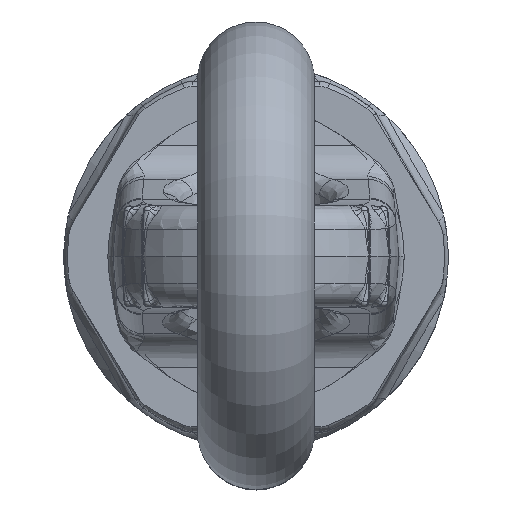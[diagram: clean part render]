
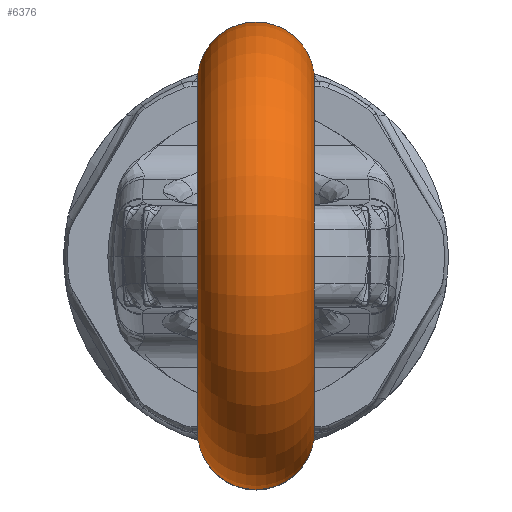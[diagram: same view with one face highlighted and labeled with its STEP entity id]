
A CAD part, top view. The second image highlights one B-rep face of the part: STEP entity #6376.
In plain terms, the highlighted toroidal (fillet/blend) face has major radius 67.5 mm and minor radius 22.5 mm.
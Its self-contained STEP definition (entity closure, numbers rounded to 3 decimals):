
#6261=CARTESIAN_POINT('Vertex',(22.5,67.5,95.249)) ;
#6268=CARTESIAN_POINT('Vertex',(-22.5,67.5,95.249)) ;
#6283=CARTESIAN_POINT('Axis2P3D Location',(0.,0.,95.249)) ;
#6288=CARTESIAN_POINT('Axis2P3D Location',(-22.5,0.,95.249)) ;
#6292=CARTESIAN_POINT('Vertex',(-22.5,-67.5,95.249)) ;
#6295=CARTESIAN_POINT('Axis2P3D Location',(22.5,0.,95.249)) ;
#6299=CARTESIAN_POINT('Vertex',(22.5,-67.5,95.249)) ;
#6353=CARTESIAN_POINT('Axis2P3D Location',(0.,67.5,95.249)) ;
#6365=CARTESIAN_POINT('Axis2P3D Location',(0.,-67.5,95.249)) ;
#6284=DIRECTION('Axis2P3D Direction',(1.,0.,0.)) ;
#6285=DIRECTION('Axis2P3D XDirection',(0.,1.,0.)) ;
#6289=DIRECTION('Axis2P3D Direction',(1.,0.,0.)) ;
#6296=DIRECTION('Axis2P3D Direction',(1.,0.,0.)) ;
#6354=DIRECTION('Axis2P3D Direction',(0.,0.,1.)) ;
#6366=DIRECTION('Axis2P3D Direction',(0.,0.,1.)) ;
#6286=AXIS2_PLACEMENT_3D('Torus Axis2P3D',#6283,#6284,#6285) ;
#6290=AXIS2_PLACEMENT_3D('Circle Axis2P3D',#6288,#6289,$) ;
#6297=AXIS2_PLACEMENT_3D('Circle Axis2P3D',#6295,#6296,$) ;
#6355=AXIS2_PLACEMENT_3D('Circle Axis2P3D',#6353,#6354,$) ;
#6367=AXIS2_PLACEMENT_3D('Circle Axis2P3D',#6365,#6366,$) ;
#6371=ORIENTED_EDGE('',*,*,#6301,.F.) ;
#6372=ORIENTED_EDGE('',*,*,#6357,.T.) ;
#6373=ORIENTED_EDGE('',*,*,#6294,.T.) ;
#6374=ORIENTED_EDGE('',*,*,#6369,.F.) ;
#6376=ADVANCED_FACE('\X2\710A63A574B0\X0\',(#6375),#6287,.T.) ;
#6291=CIRCLE('generated circle',#6290,67.5) ;
#6298=CIRCLE('generated circle',#6297,67.5) ;
#6356=CIRCLE('generated circle',#6355,22.5) ;
#6368=CIRCLE('generated circle',#6367,22.5) ;
#6287=TOROIDAL_SURFACE('homeo Torus',#6286,67.5,22.5) ;
#6294=EDGE_CURVE('',#6269,#6293,#6291,.T.) ;
#6301=EDGE_CURVE('',#6262,#6300,#6298,.T.) ;
#6357=EDGE_CURVE('',#6262,#6269,#6356,.T.) ;
#6369=EDGE_CURVE('',#6300,#6293,#6368,.F.) ;
#6370=EDGE_LOOP('',(#6371,#6372,#6373,#6374)) ;
#6375=FACE_OUTER_BOUND('',#6370,.T.) ;
#6262=VERTEX_POINT('',#6261) ;
#6269=VERTEX_POINT('',#6268) ;
#6293=VERTEX_POINT('',#6292) ;
#6300=VERTEX_POINT('',#6299) ;
